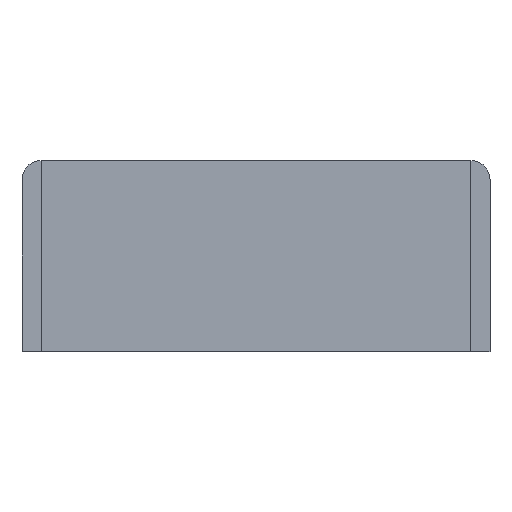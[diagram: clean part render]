
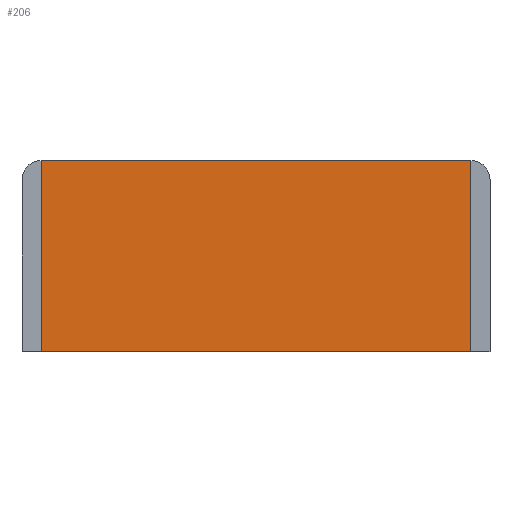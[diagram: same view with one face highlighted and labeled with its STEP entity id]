
A CAD part, top view. The second image highlights one B-rep face of the part: STEP entity #206.
In plain terms, the highlighted planar face has unit normal (0, 0, 1).
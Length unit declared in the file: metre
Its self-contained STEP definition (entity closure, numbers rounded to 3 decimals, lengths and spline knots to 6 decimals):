
#40=ORIENTED_EDGE('',*,*,#76,.F.);
#41=ORIENTED_EDGE('',*,*,#81,.T.);
#42=ORIENTED_EDGE('',*,*,#85,.T.);
#43=ORIENTED_EDGE('',*,*,#91,.F.);
#76=EDGE_CURVE('',#104,#105,#122,.T.);
#81=EDGE_CURVE('',#104,#109,#127,.T.);
#85=EDGE_CURVE('',#109,#111,#131,.T.);
#91=EDGE_CURVE('',#105,#111,#137,.T.);
#104=VERTEX_POINT('',#307);
#105=VERTEX_POINT('',#309);
#109=VERTEX_POINT('',#318);
#111=VERTEX_POINT('',#325);
#122=LINE('',#308,#146);
#127=LINE('',#319,#151);
#131=LINE('',#326,#155);
#137=LINE('',#337,#161);
#146=VECTOR('',#249,1.);
#151=VECTOR('',#256,1.);
#155=VECTOR('',#262,1.);
#161=VECTOR('',#270,1.);
#172=EDGE_LOOP('',(#40,#41,#42,#43));
#184=FACE_BOUND('',#172,.T.);
#196=PLANE('',#231);
#206=ADVANCED_FACE('',(#184),#196,.T.);
#231=AXIS2_PLACEMENT_3D('',#338,#271,#272);
#249=DIRECTION('',(0.,-1.,0.));
#256=DIRECTION('',(-1.,0.,0.));
#262=DIRECTION('',(0.,-1.,0.));
#270=DIRECTION('',(-1.,0.,0.));
#271=DIRECTION('',(0.,0.,1.));
#272=DIRECTION('',(1.,0.,0.));
#307=CARTESIAN_POINT('',(0.0225,0.01,0.002));
#308=CARTESIAN_POINT('',(0.0225,0.,0.002));
#309=CARTESIAN_POINT('',(0.0225,-0.01,0.002));
#318=CARTESIAN_POINT('',(-0.0225,0.01,0.002));
#319=CARTESIAN_POINT('',(0.,0.01,0.002));
#325=CARTESIAN_POINT('',(-0.0225,-0.01,0.002));
#326=CARTESIAN_POINT('',(-0.0225,0.,0.002));
#337=CARTESIAN_POINT('',(0.,-0.01,0.002));
#338=CARTESIAN_POINT('',(0.,0.,0.002));
